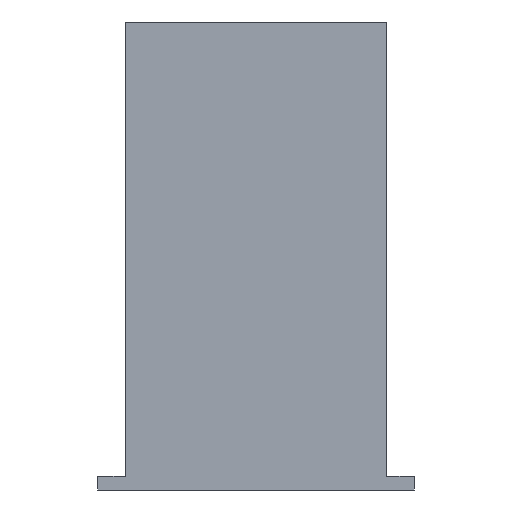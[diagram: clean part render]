
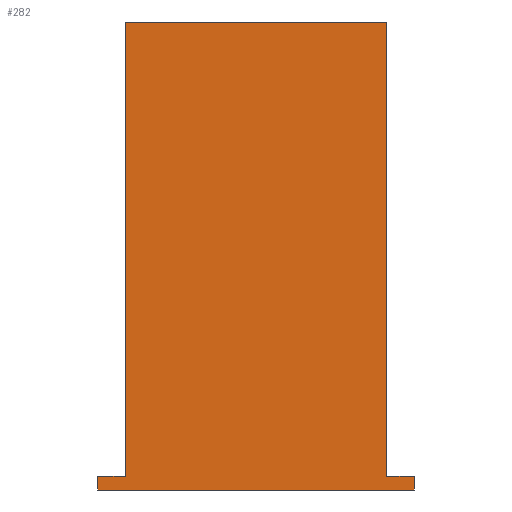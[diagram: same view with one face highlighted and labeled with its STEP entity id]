
A CAD part, left-side view. The second image highlights one B-rep face of the part: STEP entity #282.
In plain terms, the highlighted planar face has unit normal (-1, 0, 0).
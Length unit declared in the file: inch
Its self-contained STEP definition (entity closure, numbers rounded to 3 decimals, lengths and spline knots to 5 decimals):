
#104 = DIRECTION ( 'NONE',  ( 0., -1., 0. ) ) ;
#185 = CARTESIAN_POINT ( 'NONE',  ( 0., -2.875, 0.25 ) ) ;
#203 = CARTESIAN_POINT ( 'NONE',  ( 0., 2.875, 0.25 ) ) ;
#255 = EDGE_CURVE ( 'NONE', #1519, #1988, #496, .T. ) ;
#264 = DIRECTION ( 'NONE',  ( 0., 0., -1. ) ) ;
#282 = ADVANCED_FACE ( 'NONE', ( #1747 ), #2243, .F. ) ;
#374 = LINE ( 'NONE', #1328, #2790 ) ;
#413 = ORIENTED_EDGE ( 'NONE', *, *, #255, .T. ) ;
#496 = LINE ( 'NONE', #1457, #2136 ) ;
#512 = VECTOR ( 'NONE', #104, 39.37008 ) ;
#514 = VECTOR ( 'NONE', #766, 39.37008 ) ;
#602 = VECTOR ( 'NONE', #1383, 39.37008 ) ;
#608 = ORIENTED_EDGE ( 'NONE', *, *, #2568, .F. ) ;
#616 = DIRECTION ( 'NONE',  ( 0., 0., -1. ) ) ;
#638 = CARTESIAN_POINT ( 'NONE',  ( 0., -2.375, 8.5 ) ) ;
#713 = EDGE_LOOP ( 'NONE', ( #1926, #2245, #1163, #1280, #608, #2130, #2320, #413 ) ) ;
#766 = DIRECTION ( 'NONE',  ( 0., -1., 0. ) ) ;
#798 = CARTESIAN_POINT ( 'NONE',  ( 0., 2.375, 8.5 ) ) ;
#821 = CARTESIAN_POINT ( 'NONE',  ( 0., -2.375, 8.5 ) ) ;
#845 = LINE ( 'NONE', #2785, #1816 ) ;
#898 = VERTEX_POINT ( 'NONE', #2178 ) ;
#1028 = LINE ( 'NONE', #2489, #512 ) ;
#1055 = VERTEX_POINT ( 'NONE', #2018 ) ;
#1163 = ORIENTED_EDGE ( 'NONE', *, *, #1957, .T. ) ;
#1280 = ORIENTED_EDGE ( 'NONE', *, *, #2353, .F. ) ;
#1326 = DIRECTION ( 'NONE',  ( 1., 0., 0. ) ) ;
#1328 = CARTESIAN_POINT ( 'NONE',  ( 0., -2.875, 0.25 ) ) ;
#1331 = LINE ( 'NONE', #2323, #2929 ) ;
#1360 = CARTESIAN_POINT ( 'NONE',  ( 0., 2.875, 0. ) ) ;
#1383 = DIRECTION ( 'NONE',  ( 0., -1., 0. ) ) ;
#1457 = CARTESIAN_POINT ( 'NONE',  ( 0., 2.875, 0.25 ) ) ;
#1467 = CARTESIAN_POINT ( 'NONE',  ( 0., 2.375, 0.25 ) ) ;
#1519 = VERTEX_POINT ( 'NONE', #203 ) ;
#1531 = LINE ( 'NONE', #1994, #514 ) ;
#1607 = VECTOR ( 'NONE', #1854, 39.37008 ) ;
#1609 = CARTESIAN_POINT ( 'NONE',  ( 0., -2.375, 8.5 ) ) ;
#1747 = FACE_OUTER_BOUND ( 'NONE', #713, .T. ) ;
#1816 = VECTOR ( 'NONE', #3042, 39.37008 ) ;
#1854 = DIRECTION ( 'NONE',  ( 0., 0., -1. ) ) ;
#1926 = ORIENTED_EDGE ( 'NONE', *, *, #3014, .T. ) ;
#1957 = EDGE_CURVE ( 'NONE', #1966, #1055, #1331, .T. ) ;
#1966 = VERTEX_POINT ( 'NONE', #185 ) ;
#1988 = VERTEX_POINT ( 'NONE', #1360 ) ;
#1994 = CARTESIAN_POINT ( 'NONE',  ( 0., -2.375, 0. ) ) ;
#2018 = CARTESIAN_POINT ( 'NONE',  ( 0., -2.375, 0.25 ) ) ;
#2062 = LINE ( 'NONE', #2327, #602 ) ;
#2130 = ORIENTED_EDGE ( 'NONE', *, *, #2717, .T. ) ;
#2136 = VECTOR ( 'NONE', #264, 39.37008 ) ;
#2178 = CARTESIAN_POINT ( 'NONE',  ( 0., -2.875, 0. ) ) ;
#2243 = PLANE ( 'NONE',  #2389 ) ;
#2245 = ORIENTED_EDGE ( 'NONE', *, *, #3107, .F. ) ;
#2300 = EDGE_CURVE ( 'NONE', #1519, #2368, #2062, .T. ) ;
#2306 = DIRECTION ( 'NONE',  ( 0., 0., -1. ) ) ;
#2320 = ORIENTED_EDGE ( 'NONE', *, *, #2300, .F. ) ;
#2323 = CARTESIAN_POINT ( 'NONE',  ( 0., -2.875, 0.25 ) ) ;
#2327 = CARTESIAN_POINT ( 'NONE',  ( 0., 2.875, 0.25 ) ) ;
#2353 = EDGE_CURVE ( 'NONE', #3070, #1055, #2804, .T. ) ;
#2368 = VERTEX_POINT ( 'NONE', #1467 ) ;
#2389 = AXIS2_PLACEMENT_3D ( 'NONE', #821, #1326, #616 ) ;
#2489 = CARTESIAN_POINT ( 'NONE',  ( 0., -2.375, 8.5 ) ) ;
#2568 = EDGE_CURVE ( 'NONE', #2654, #3070, #1028, .T. ) ;
#2654 = VERTEX_POINT ( 'NONE', #798 ) ;
#2717 = EDGE_CURVE ( 'NONE', #2654, #2368, #845, .T. ) ;
#2785 = CARTESIAN_POINT ( 'NONE',  ( 0., 2.375, 8.5 ) ) ;
#2790 = VECTOR ( 'NONE', #2306, 39.37008 ) ;
#2804 = LINE ( 'NONE', #638, #1607 ) ;
#2830 = DIRECTION ( 'NONE',  ( 0., 1., 0. ) ) ;
#2929 = VECTOR ( 'NONE', #2830, 39.37008 ) ;
#3014 = EDGE_CURVE ( 'NONE', #1988, #898, #1531, .T. ) ;
#3042 = DIRECTION ( 'NONE',  ( 0., 0., -1. ) ) ;
#3070 = VERTEX_POINT ( 'NONE', #1609 ) ;
#3107 = EDGE_CURVE ( 'NONE', #1966, #898, #374, .T. ) ;
